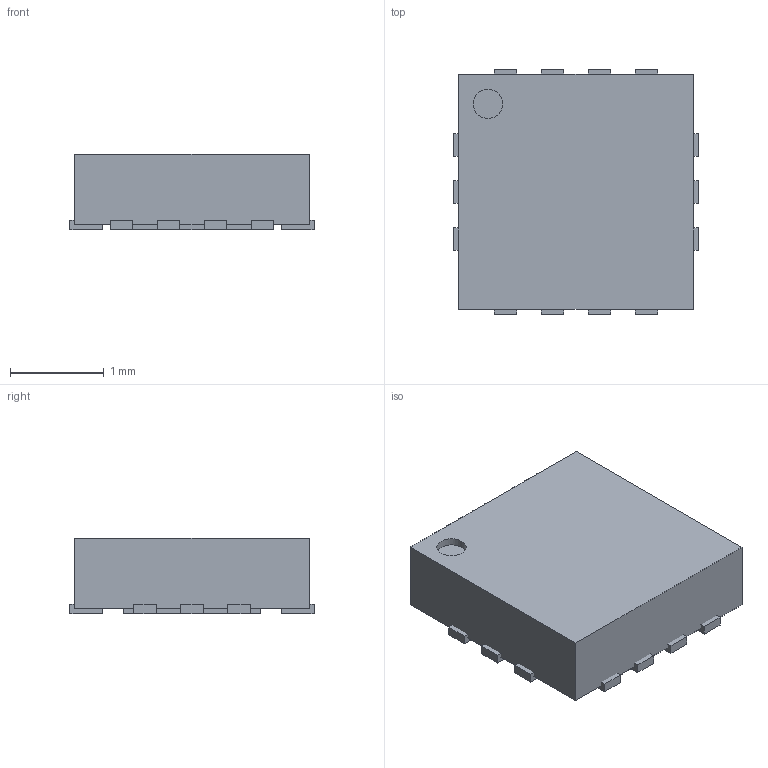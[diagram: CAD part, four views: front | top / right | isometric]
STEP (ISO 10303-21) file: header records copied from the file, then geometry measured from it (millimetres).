
FILE_DESCRIPTION(('FreeCAD Model'),'2;1');
FILE_NAME('1322526.4.1.stp','2020-04-10T03:38:36',( 'Author'),(''),'Open CASCADE STEP processor 6.9','FreeCAD','Unknown' );
FILE_SCHEMA(('AUTOMOTIVE_DESIGN { 1 0 10303 214 1 1 1 1 }'));
Length unit declared in the file: millimetre
Products named in the file (5): ASSEMBLY; Body; ThermalPin; PinsArrayLR; PinsArrayTB
Assembly tree (4 placements, depth 2):
  ASSEMBLY
    Body
    ThermalPin
    PinsArrayLR
    PinsArrayTB
Bounding box: 2.6 x 2.6 x 0.8 mm (x, y, z)
Volume: 5 mm3; surface area: 28.9 mm2
Topology: 16 solids, 16 shells, 98 faces, 195 edges, 130 vertices
Faces by surface type: plane 97, cylinder 1
Full cylindrical faces by diameter (mm): 0.312 x1
Entity records: 5218 total; most frequent: CARTESIAN_POINT 818, DIRECTION 793, LINE 581, VECTOR 581, ORIENTED_EDGE 390, PCURVE 390, DEFINITIONAL_REPRESENTATION 390, EDGE_CURVE 195
